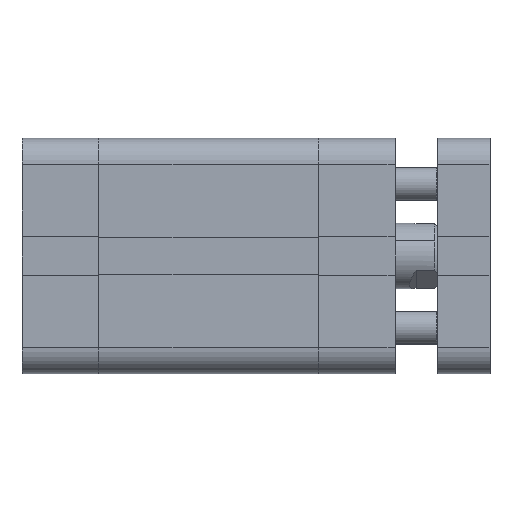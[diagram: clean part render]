
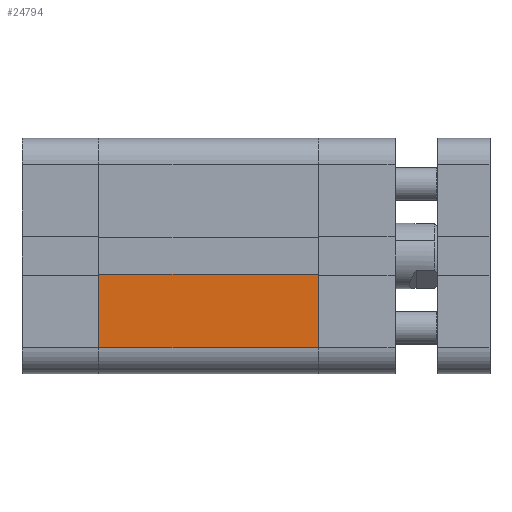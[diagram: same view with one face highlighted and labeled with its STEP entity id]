
A CAD part, front view. The second image highlights one B-rep face of the part: STEP entity #24794.
In plain terms, the highlighted planar face has unit normal (0, -1, 0).
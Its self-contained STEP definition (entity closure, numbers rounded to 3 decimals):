
#473 = CARTESIAN_POINT ( 'NONE',  ( 33.5, -18., -14. ) ) ;
#674 = CARTESIAN_POINT ( 'NONE',  ( 0., -18., -14. ) ) ;
#1717 = VERTEX_POINT ( 'NONE', #4593 ) ;
#1748 = LINE ( 'NONE', #23881, #1904 ) ;
#1904 = VECTOR ( 'NONE', #1906, 1000. ) ;
#1906 = DIRECTION ( 'NONE',  ( 0., 0., -1. ) ) ;
#2068 = DIRECTION ( 'NONE',  ( 1., 0., 0. ) ) ;
#2603 = LINE ( 'NONE', #6563, #26409 ) ;
#2668 = EDGE_CURVE ( 'NONE', #1717, #21712, #1748, .T. ) ;
#3165 = ORIENTED_EDGE ( 'NONE', *, *, #6693, .F. ) ;
#3620 = VECTOR ( 'NONE', #2068, 1000. ) ;
#4223 = LINE ( 'NONE', #27934, #22743 ) ;
#4593 = CARTESIAN_POINT ( 'NONE',  ( 0., -18., -2.8 ) ) ;
#4720 = PLANE ( 'NONE',  #8708 ) ;
#4723 = VERTEX_POINT ( 'NONE', #10009 ) ;
#5536 = EDGE_CURVE ( 'NONE', #21712, #4723, #22130, .T. ) ;
#5731 = CARTESIAN_POINT ( 'NONE',  ( 33.5, -18., -2.8 ) ) ;
#6331 = DIRECTION ( 'NONE',  ( 0., 1., 0. ) ) ;
#6563 = CARTESIAN_POINT ( 'NONE',  ( 33.501, -18., -2.8 ) ) ;
#6693 = EDGE_CURVE ( 'NONE', #7877, #4723, #4223, .T. ) ;
#7877 = VERTEX_POINT ( 'NONE', #5731 ) ;
#8035 = DIRECTION ( 'NONE',  ( 0., 0., -1. ) ) ;
#8708 = AXIS2_PLACEMENT_3D ( 'NONE', #26404, #6331, #13599 ) ;
#9630 = EDGE_LOOP ( 'NONE', ( #25900, #19567, #17722, #3165 ) ) ;
#10009 = CARTESIAN_POINT ( 'NONE',  ( 33.5, -18., -14. ) ) ;
#13599 = DIRECTION ( 'NONE',  ( 0., 0., 1. ) ) ;
#15520 = FACE_OUTER_BOUND ( 'NONE', #9630, .T. ) ;
#15871 = DIRECTION ( 'NONE',  ( -1., 0., 0. ) ) ;
#17434 = EDGE_CURVE ( 'NONE', #7877, #1717, #2603, .T. ) ;
#17722 = ORIENTED_EDGE ( 'NONE', *, *, #5536, .T. ) ;
#19567 = ORIENTED_EDGE ( 'NONE', *, *, #2668, .T. ) ;
#21712 = VERTEX_POINT ( 'NONE', #674 ) ;
#22130 = LINE ( 'NONE', #473, #3620 ) ;
#22743 = VECTOR ( 'NONE', #8035, 1000. ) ;
#23881 = CARTESIAN_POINT ( 'NONE',  ( 0., -18., -18. ) ) ;
#24794 = ADVANCED_FACE ( 'NONE', ( #15520 ), #4720, .F. ) ;
#25900 = ORIENTED_EDGE ( 'NONE', *, *, #17434, .T. ) ;
#26404 = CARTESIAN_POINT ( 'NONE',  ( 33.5, -18., -18. ) ) ;
#26409 = VECTOR ( 'NONE', #15871, 1000. ) ;
#27934 = CARTESIAN_POINT ( 'NONE',  ( 33.5, -18., -18. ) ) ;
